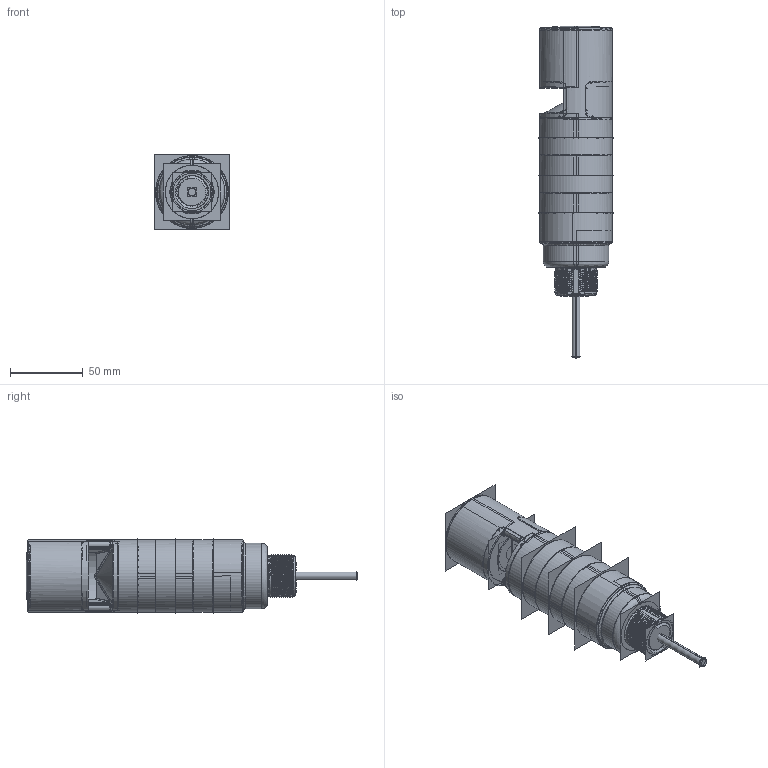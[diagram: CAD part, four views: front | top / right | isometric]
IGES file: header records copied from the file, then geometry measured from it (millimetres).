
Start section:  PTC IGES file: 169568_sm01.igs
Global section: file name: 169568_sm01.igs; native system: Creo Parametric by PTC Inc.; preprocessor: 2019292; author: PDMAdmin; organization: Unknown; date: 20220610.100805; units: millimetre
Bounding box: 52 x 228.12 x 52.05 mm (x, y, z)
Volume: 300645.1 mm3; surface area: 169612.9 mm2
Topology: 2 solids, 2 shells, 606 faces, 2960 edges, 3662 vertices
Faces by surface type: bspline 368, revolution 238
